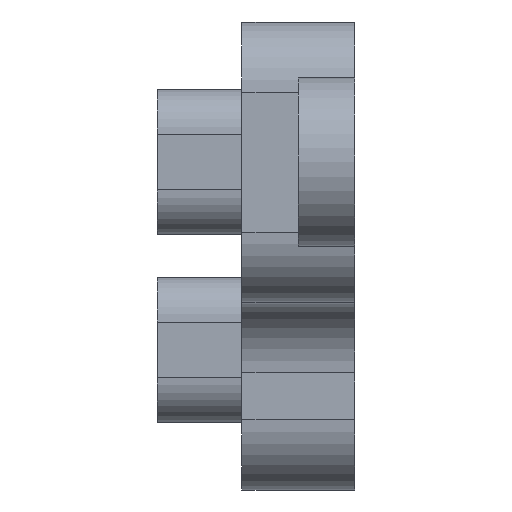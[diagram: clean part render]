
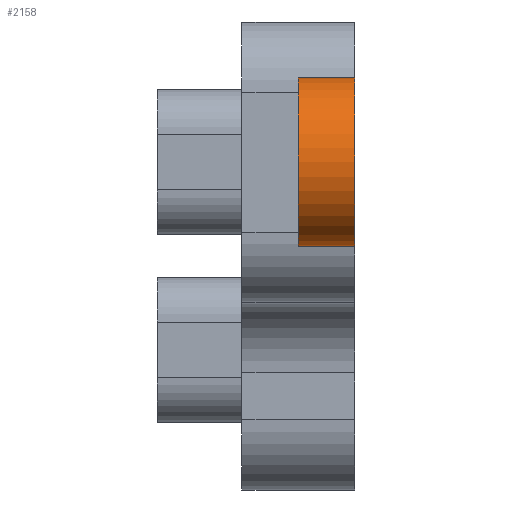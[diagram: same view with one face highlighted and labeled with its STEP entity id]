
A CAD part, front view. The second image highlights one B-rep face of the part: STEP entity #2158.
In plain terms, the highlighted cylindrical face has radius 3 mm (diameter 6 mm), a partial arc.
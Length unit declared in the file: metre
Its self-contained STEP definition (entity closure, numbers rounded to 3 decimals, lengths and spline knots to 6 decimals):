
#56=CYLINDRICAL_SURFACE('',#2372,0.003);
#121=CIRCLE('',#2261,0.003);
#146=CIRCLE('',#2373,0.003);
#755=ORIENTED_EDGE('',*,*,#1078,.T.);
#756=ORIENTED_EDGE('',*,*,#1079,.F.);
#757=ORIENTED_EDGE('',*,*,#932,.F.);
#758=ORIENTED_EDGE('',*,*,#1080,.T.);
#932=EDGE_CURVE('',#1227,#1228,#121,.T.);
#1078=EDGE_CURVE('',#1289,#1290,#146,.T.);
#1079=EDGE_CURVE('',#1228,#1290,#1509,.T.);
#1080=EDGE_CURVE('',#1227,#1289,#1510,.T.);
#1227=VERTEX_POINT('',#3333);
#1228=VERTEX_POINT('',#3335);
#1289=VERTEX_POINT('',#3629);
#1290=VERTEX_POINT('',#3630);
#1509=LINE('',#3631,#1731);
#1510=LINE('',#3632,#1732);
#1731=VECTOR('',#2995,1.);
#1732=VECTOR('',#2996,1.);
#1855=EDGE_LOOP('',(#755,#756,#757,#758));
#1979=FACE_BOUND('',#1855,.T.);
#2158=ADVANCED_FACE('',(#1979),#56,.T.);
#2261=AXIS2_PLACEMENT_3D('',#3334,#2648,#2649);
#2372=AXIS2_PLACEMENT_3D('',#3627,#2991,#2992);
#2373=AXIS2_PLACEMENT_3D('',#3628,#2993,#2994);
#2648=DIRECTION('',(1.,0.,0.));
#2649=DIRECTION('',(0.,0.,-1.));
#2991=DIRECTION('',(-1.,0.,0.));
#2992=DIRECTION('',(0.,0.,1.));
#2993=DIRECTION('',(1.,0.,0.));
#2994=DIRECTION('',(0.,0.,-1.));
#2995=DIRECTION('',(-1.,0.,0.));
#2996=DIRECTION('',(-1.,0.,0.));
#3333=CARTESIAN_POINT('',(0.037,-0.042849,0.02284));
#3334=CARTESIAN_POINT('',(0.037,-0.045085,0.02084));
#3335=CARTESIAN_POINT('',(0.037,-0.042849,0.01884));
#3627=CARTESIAN_POINT('',(0.037,-0.045085,0.02084));
#3628=CARTESIAN_POINT('',(0.035,-0.045085,0.02084));
#3629=CARTESIAN_POINT('',(0.035,-0.042849,0.02284));
#3630=CARTESIAN_POINT('',(0.035,-0.042849,0.01884));
#3631=CARTESIAN_POINT('',(0.037,-0.042849,0.01884));
#3632=CARTESIAN_POINT('',(0.037,-0.042849,0.02284));
